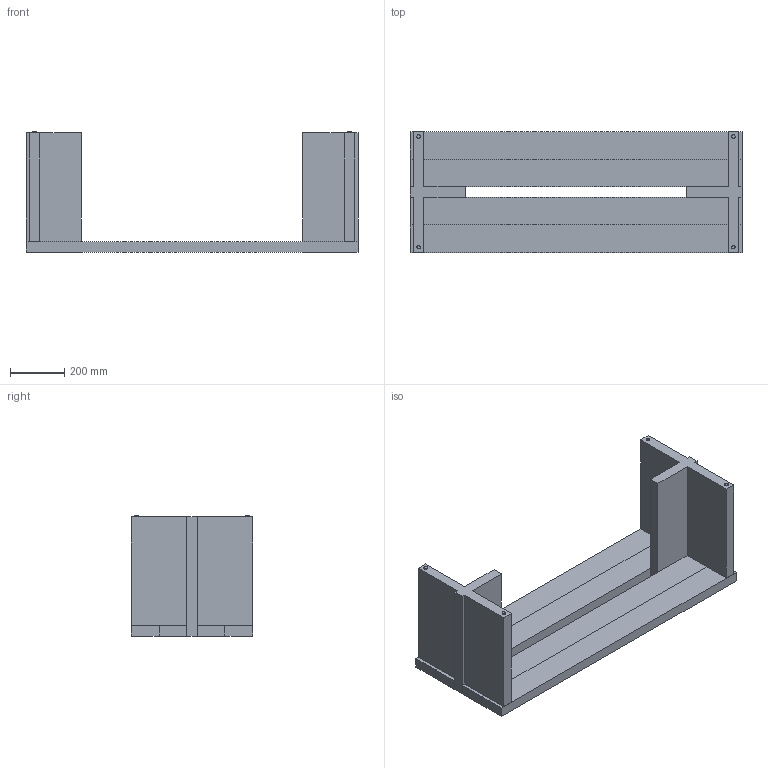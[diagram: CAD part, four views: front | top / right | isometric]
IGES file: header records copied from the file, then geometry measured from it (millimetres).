
Start section: SolidWorks IGES file using analytic representation for surfaces
Global section: file name: Grange Bench 48in PnG (Solid Body).IGS; native system: SolidWorks 2021; preprocessor: SolidWorks 2021; author: dum; date: 210720.163926; units: millimetre
Bounding box: 1219.2 x 444.5 x 441.32 mm (x, y, z)
Surface area: 2560939.1 mm2 (no closed solid volume)
Topology: 0 solids, 0 shells, 67 faces, 528 edges, 528 vertices
Faces by surface type: bspline 59, revolution 8
